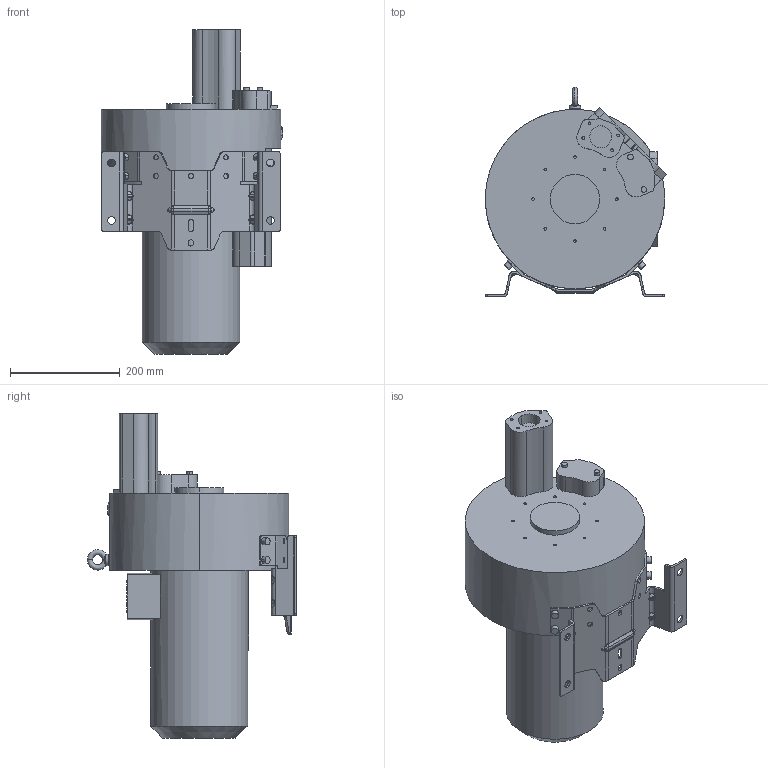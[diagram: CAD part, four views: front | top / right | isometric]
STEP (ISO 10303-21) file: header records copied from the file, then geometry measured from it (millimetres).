
FILE_DESCRIPTION(/* description */ (''),/* implementation_level */ '2;1');
FILE_NAME(/* name */ '4RB 320-0AQ67-1-60HZ.stp',/* time_stamp */ '2025-12-12T16:26:25+08:00',/* author */ (''),/* organization */ (''),/* preprocessor_version */ 'ST-DEVELOPER v16',/* originating_system */ 'SIEMENS PLM Software NX 11.0',/* authorisation */ '');
FILE_SCHEMA (('AUTOMOTIVE_DESIGN { 1 0 10303 214 3 1 1 1 }'));
Length unit declared in the file: millimetre
Products named in the file (1): Admi2CBCC2354zy5
Bounding box: 331.13 x 382.16 x 591.52 mm (x, y, z)
Volume: 21271942.2 mm3; surface area: 721733.2 mm2
Topology: 1 solids, 1 shells, 605 faces, 1743 edges, 1180 vertices
Faces by surface type: cylinder 275, plane 217, bspline 90, torus 14, cone 5, sphere 4
Full cylindrical faces by diameter (mm): 26 x1, 59 x1, 177.4 x1
Entity records: 26044 total; most frequent: CARTESIAN_POINT 10890, ORIENTED_EDGE 3474, DIRECTION 2810, EDGE_CURVE 1737, VERTEX_POINT 1178, AXIS2_PLACEMENT_3D 1087, EDGE_LOOP 671, LINE 636
